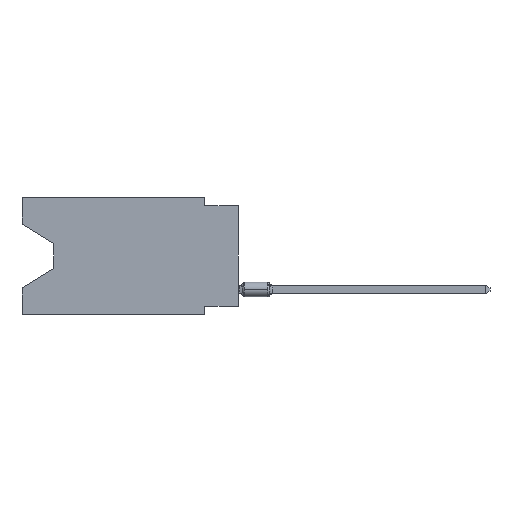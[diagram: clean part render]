
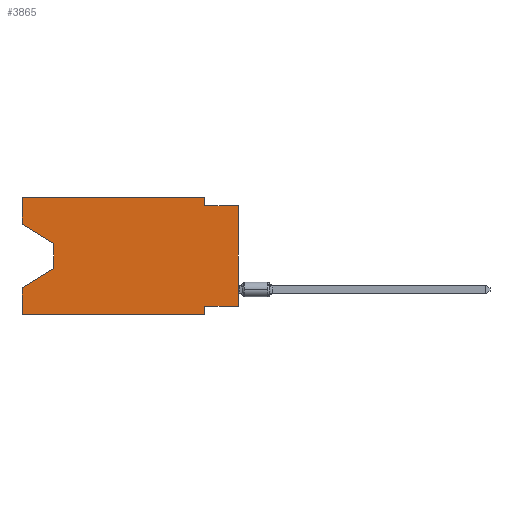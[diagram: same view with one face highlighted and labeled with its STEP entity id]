
A CAD part, left-side view. The second image highlights one B-rep face of the part: STEP entity #3865.
In plain terms, the highlighted planar face has unit normal (-1, 0, 0).
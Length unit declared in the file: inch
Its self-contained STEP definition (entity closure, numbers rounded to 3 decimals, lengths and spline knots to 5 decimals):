
#113 = LINE ( 'NONE', #10216, #3272 ) ;
#192 = VERTEX_POINT ( 'NONE', #5727 ) ;
#427 = VERTEX_POINT ( 'NONE', #5127 ) ;
#862 = EDGE_CURVE ( 'NONE', #15637, #1966, #14392, .T. ) ;
#928 = VERTEX_POINT ( 'NONE', #15961 ) ;
#999 = EDGE_CURVE ( 'NONE', #1884, #5131, #14640, .T. ) ;
#1123 = EDGE_CURVE ( 'NONE', #5131, #192, #1263, .T. ) ;
#1263 = LINE ( 'NONE', #6237, #10901 ) ;
#1393 = LINE ( 'NONE', #11344, #8836 ) ;
#1436 = EDGE_CURVE ( 'NONE', #9758, #8234, #8014, .T. ) ;
#1576 = CARTESIAN_POINT ( 'NONE',  ( 0., 0., -0.325 ) ) ;
#1652 = CARTESIAN_POINT ( 'NONE',  ( 0., 0.645, -0.35 ) ) ;
#1778 = EDGE_LOOP ( 'NONE', ( #2597, #4249, #12897, #13900, #8301, #5414, #11872, #12571, #15619, #14862, #4555, #5042 ) ) ;
#1856 = VECTOR ( 'NONE', #7088, 39.37008 ) ;
#1884 = VERTEX_POINT ( 'NONE', #3647 ) ;
#1885 = CARTESIAN_POINT ( 'NONE',  ( 0., 0.1, -0.35 ) ) ;
#1954 = VECTOR ( 'NONE', #5133, 39.37008 ) ;
#1966 = VERTEX_POINT ( 'NONE', #8618 ) ;
#2006 = CARTESIAN_POINT ( 'NONE',  ( 0., 0., 0. ) ) ;
#2028 = CARTESIAN_POINT ( 'NONE',  ( 0., 0.55, -0.138 ) ) ;
#2052 = PLANE ( 'NONE',  #15236 ) ;
#2137 = DIRECTION ( 'NONE',  ( 0., 0., -1. ) ) ;
#2597 = ORIENTED_EDGE ( 'NONE', *, *, #5432, .T. ) ;
#2665 = EDGE_CURVE ( 'NONE', #928, #427, #12405, .T. ) ;
#2852 = DIRECTION ( 'NONE',  ( 0., 0., 1. ) ) ;
#3203 = EDGE_CURVE ( 'NONE', #1966, #8234, #11520, .T. ) ;
#3213 = CARTESIAN_POINT ( 'NONE',  ( 0., 0.645, -0.35 ) ) ;
#3272 = VECTOR ( 'NONE', #14031, 39.37008 ) ;
#3474 = VECTOR ( 'NONE', #12225, 39.37008 ) ;
#3535 = CARTESIAN_POINT ( 'NONE',  ( 0., 0.645, 0. ) ) ;
#3647 = CARTESIAN_POINT ( 'NONE',  ( 0., 0.55, -0.138 ) ) ;
#3865 = ADVANCED_FACE ( 'NONE', ( #9591 ), #2052, .F. ) ;
#4249 = ORIENTED_EDGE ( 'NONE', *, *, #999, .T. ) ;
#4312 = VERTEX_POINT ( 'NONE', #11463 ) ;
#4402 = VERTEX_POINT ( 'NONE', #7561 ) ;
#4555 = ORIENTED_EDGE ( 'NONE', *, *, #2665, .F. ) ;
#4824 = DIRECTION ( 'NONE',  ( 0., 0.855, -0.519 ) ) ;
#5042 = ORIENTED_EDGE ( 'NONE', *, *, #10491, .F. ) ;
#5127 = CARTESIAN_POINT ( 'NONE',  ( 0., 0.1, 0. ) ) ;
#5131 = VERTEX_POINT ( 'NONE', #9158 ) ;
#5133 = DIRECTION ( 'NONE',  ( 0., 0., -1. ) ) ;
#5353 = EDGE_CURVE ( 'NONE', #427, #4312, #6919, .T. ) ;
#5414 = ORIENTED_EDGE ( 'NONE', *, *, #3203, .F. ) ;
#5432 = EDGE_CURVE ( 'NONE', #13558, #1884, #15575, .T. ) ;
#5727 = CARTESIAN_POINT ( 'NONE',  ( 0., 0.645, -0.26975 ) ) ;
#6119 = VECTOR ( 'NONE', #11892, 39.37008 ) ;
#6237 = CARTESIAN_POINT ( 'NONE',  ( 0., 0.55, -0.212 ) ) ;
#6919 = LINE ( 'NONE', #9490, #10700 ) ;
#7088 = DIRECTION ( 'NONE',  ( 0., -1., 0. ) ) ;
#7561 = CARTESIAN_POINT ( 'NONE',  ( 0., 0., -0.025 ) ) ;
#7608 = CARTESIAN_POINT ( 'NONE',  ( 0., 0.1, -0.35 ) ) ;
#8014 = LINE ( 'NONE', #1652, #14425 ) ;
#8149 = LINE ( 'NONE', #14223, #11644 ) ;
#8234 = VERTEX_POINT ( 'NONE', #1885 ) ;
#8301 = ORIENTED_EDGE ( 'NONE', *, *, #1436, .T. ) ;
#8587 = DIRECTION ( 'NONE',  ( 1., 0., 0. ) ) ;
#8618 = CARTESIAN_POINT ( 'NONE',  ( 0., 0.1, -0.325 ) ) ;
#8836 = VECTOR ( 'NONE', #9177, 39.37008 ) ;
#9117 = EDGE_CURVE ( 'NONE', #15637, #4402, #14530, .T. ) ;
#9158 = CARTESIAN_POINT ( 'NONE',  ( 0., 0.55, -0.212 ) ) ;
#9177 = DIRECTION ( 'NONE',  ( 0., -1., 0. ) ) ;
#9490 = CARTESIAN_POINT ( 'NONE',  ( 0., 0.1, 0. ) ) ;
#9591 = FACE_OUTER_BOUND ( 'NONE', #1778, .T. ) ;
#9628 = VECTOR ( 'NONE', #14340, 39.37008 ) ;
#9701 = DIRECTION ( 'NONE',  ( 0., 0., 1. ) ) ;
#9758 = VERTEX_POINT ( 'NONE', #3213 ) ;
#10216 = CARTESIAN_POINT ( 'NONE',  ( 0., 0.645, 0. ) ) ;
#10491 = EDGE_CURVE ( 'NONE', #13558, #928, #113, .T. ) ;
#10700 = VECTOR ( 'NONE', #14566, 39.37008 ) ;
#10901 = VECTOR ( 'NONE', #4824, 39.37008 ) ;
#11344 = CARTESIAN_POINT ( 'NONE',  ( 0., 0., -0.025 ) ) ;
#11463 = CARTESIAN_POINT ( 'NONE',  ( 0., 0.1, -0.025 ) ) ;
#11520 = LINE ( 'NONE', #7608, #1954 ) ;
#11644 = VECTOR ( 'NONE', #2852, 39.37008 ) ;
#11872 = ORIENTED_EDGE ( 'NONE', *, *, #862, .F. ) ;
#11892 = DIRECTION ( 'NONE',  ( 0., 1., 0. ) ) ;
#11894 = CARTESIAN_POINT ( 'NONE',  ( 0., 0.645, -0.08025 ) ) ;
#12225 = DIRECTION ( 'NONE',  ( 0., 0., -1. ) ) ;
#12303 = EDGE_CURVE ( 'NONE', #4312, #4402, #1393, .T. ) ;
#12405 = LINE ( 'NONE', #14817, #1856 ) ;
#12571 = ORIENTED_EDGE ( 'NONE', *, *, #9117, .T. ) ;
#12897 = ORIENTED_EDGE ( 'NONE', *, *, #1123, .T. ) ;
#12916 = CARTESIAN_POINT ( 'NONE',  ( 0., 0.645, -0.08025 ) ) ;
#13558 = VERTEX_POINT ( 'NONE', #11894 ) ;
#13900 = ORIENTED_EDGE ( 'NONE', *, *, #14778, .F. ) ;
#14031 = DIRECTION ( 'NONE',  ( 0., 0., 1. ) ) ;
#14218 = CARTESIAN_POINT ( 'NONE',  ( 0., 0., -0.325 ) ) ;
#14223 = CARTESIAN_POINT ( 'NONE',  ( 0., 0.645, 0. ) ) ;
#14340 = DIRECTION ( 'NONE',  ( 0., -0.855, -0.519 ) ) ;
#14392 = LINE ( 'NONE', #14218, #6119 ) ;
#14425 = VECTOR ( 'NONE', #14435, 39.37008 ) ;
#14435 = DIRECTION ( 'NONE',  ( 0., -1., 0. ) ) ;
#14530 = LINE ( 'NONE', #2006, #15065 ) ;
#14566 = DIRECTION ( 'NONE',  ( 0., 0., -1. ) ) ;
#14640 = LINE ( 'NONE', #2028, #3474 ) ;
#14778 = EDGE_CURVE ( 'NONE', #9758, #192, #8149, .T. ) ;
#14817 = CARTESIAN_POINT ( 'NONE',  ( 0., 0.645, 0. ) ) ;
#14862 = ORIENTED_EDGE ( 'NONE', *, *, #5353, .F. ) ;
#15065 = VECTOR ( 'NONE', #9701, 39.37008 ) ;
#15236 = AXIS2_PLACEMENT_3D ( 'NONE', #3535, #8587, #2137 ) ;
#15575 = LINE ( 'NONE', #12916, #9628 ) ;
#15619 = ORIENTED_EDGE ( 'NONE', *, *, #12303, .F. ) ;
#15637 = VERTEX_POINT ( 'NONE', #1576 ) ;
#15961 = CARTESIAN_POINT ( 'NONE',  ( 0., 0.645, 0. ) ) ;
